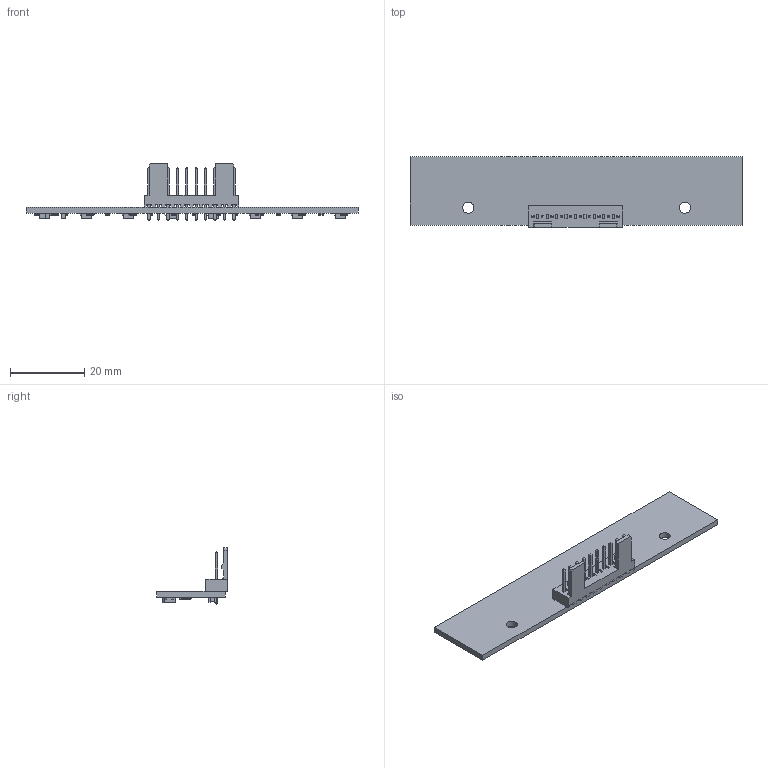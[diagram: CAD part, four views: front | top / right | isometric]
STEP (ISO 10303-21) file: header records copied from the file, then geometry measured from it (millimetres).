
FILE_DESCRIPTION(('KiCad electronic assembly'),'2;1');
FILE_NAME('QREMODULE8.step','2024-03-29T15:02:36',('Pcbnew'),('Kicad'), 'Open CASCADE STEP processor 7.7','KiCad to STEP converter','Unknown' );
FILE_SCHEMA(('AUTOMOTIVE_DESIGN { 1 0 10303 214 1 1 1 1 }'));
Length unit declared in the file: millimetre
Products named in the file (10): QREMODULE8 1; Molex_KK-254_AE-6410-10A_1x10_P2.54mm_Vertical; Molex_AE_6410_10A; C_0805_2012Metric; R_0805_2012Metric; OnSemi_CASE100CY; QREMODULE8_PCB
Assembly tree (32 placements, depth 3):
  QREMODULE8 1
    Molex_KK-254_AE-6410-10A_1x10_P2.54mm_Vertical
      Molex_AE_6410_10A
    C_0805_2012Metric  x2
      C_0805_2012Metric
    R_0805_2012Metric  x16
      R_0805_2012Metric
    OnSemi_CASE100CY  x8
      OnSemi_CASE100CY
    QREMODULE8_PCB
Bounding box: 89.5 x 19.1 x 15.26 mm (x, y, z)
Volume: 3273 mm3; surface area: 5316 mm2
Topology: 28 solids, 28 shells, 1276 faces, 3228 edges, 2080 vertices
Faces by surface type: plane 1110, cylinder 166
Full cylindrical faces by diameter (mm): 1.016 x10, 3 x2
Entity records: 15367 total; most frequent: CARTESIAN_POINT 2159, ORIENTED_EDGE 2088, DIRECTION 2012, EDGE_CURVE 1044, LINE 976, VECTOR 976, VERTEX_POINT 665, AXIS2_PLACEMENT_3D 518
